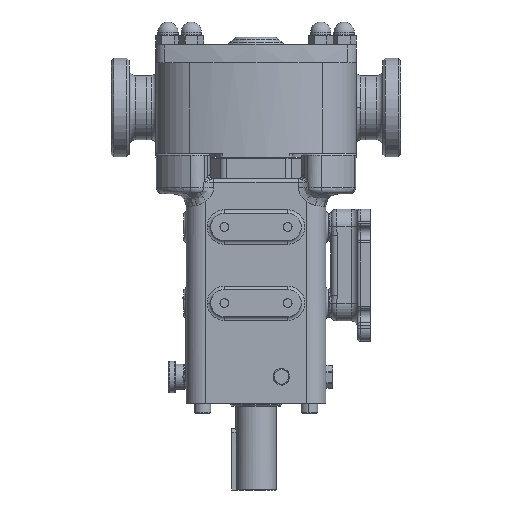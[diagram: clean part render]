
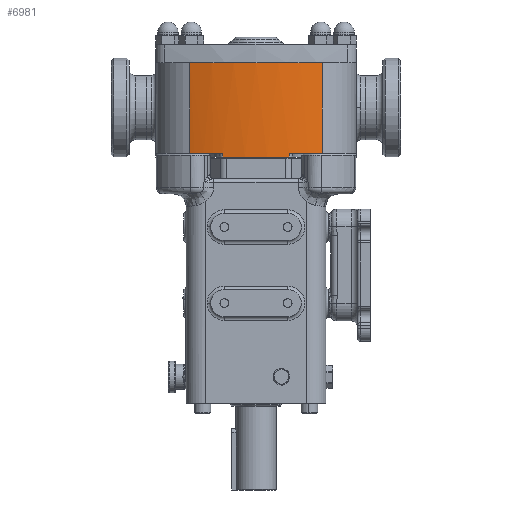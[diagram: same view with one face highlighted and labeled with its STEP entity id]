
A CAD part, left-side view. The second image highlights one B-rep face of the part: STEP entity #6981.
In plain terms, the highlighted cylindrical face has radius 160 mm (diameter 320 mm), a partial arc.
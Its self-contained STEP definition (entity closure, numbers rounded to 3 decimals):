
#422 = LINE ( 'NONE', #16805, #27739 ) ;
#1192 = DIRECTION ( 'NONE',  ( 0., 0., -1. ) ) ;
#1419 = ORIENTED_EDGE ( 'NONE', *, *, #24878, .F. ) ;
#1535 = ORIENTED_EDGE ( 'NONE', *, *, #2852, .T. ) ;
#1573 = AXIS2_PLACEMENT_3D ( 'NONE', #17674, #6223, #25192 ) ;
#1626 = DIRECTION ( 'NONE',  ( 0., 0., 1. ) ) ;
#1779 = EDGE_CURVE ( 'NONE', #20340, #25682, #2248, .T. ) ;
#2248 = CIRCLE ( 'NONE', #6679, 160. ) ;
#2359 = CARTESIAN_POINT ( 'NONE',  ( 50., 0., -36. ) ) ;
#2686 = VERTEX_POINT ( 'NONE', #10086 ) ;
#2852 = EDGE_CURVE ( 'NONE', #30782, #7724, #3746, .T. ) ;
#3607 = CIRCLE ( 'NONE', #5558, 160. ) ;
#3746 = LINE ( 'NONE', #13145, #13543 ) ;
#3819 = VERTEX_POINT ( 'NONE', #12925 ) ;
#4306 = EDGE_CURVE ( 'NONE', #7267, #3819, #23704, .T. ) ;
#4810 = LINE ( 'NONE', #14237, #30561 ) ;
#5446 = EDGE_CURVE ( 'NONE', #28780, #2686, #23747, .T. ) ;
#5477 = CARTESIAN_POINT ( 'NONE',  ( 50., 0., 35.5 ) ) ;
#5558 = AXIS2_PLACEMENT_3D ( 'NONE', #25110, #1192, #22300 ) ;
#5624 = DIRECTION ( 'NONE',  ( 0., 0., 1. ) ) ;
#6223 = DIRECTION ( 'NONE',  ( 0., 0., 1. ) ) ;
#6244 = ORIENTED_EDGE ( 'NONE', *, *, #5446, .T. ) ;
#6297 = CIRCLE ( 'NONE', #24592, 160. ) ;
#6679 = AXIS2_PLACEMENT_3D ( 'NONE', #18915, #6816, #16235 ) ;
#6816 = DIRECTION ( 'NONE',  ( 0., 0., 1. ) ) ;
#6981 = ADVANCED_FACE ( 'NONE', ( #17991 ), #17518, .T. ) ;
#7267 = VERTEX_POINT ( 'NONE', #16011 ) ;
#7724 = VERTEX_POINT ( 'NONE', #29767 ) ;
#8593 = DIRECTION ( 'NONE',  ( 0., 0., -1. ) ) ;
#8993 = CARTESIAN_POINT ( 'NONE',  ( -107.85, -26.143, -39. ) ) ;
#9444 = AXIS2_PLACEMENT_3D ( 'NONE', #30576, #11976, #18534 ) ;
#9483 = ORIENTED_EDGE ( 'NONE', *, *, #19288, .F. ) ;
#9568 = ORIENTED_EDGE ( 'NONE', *, *, #4306, .F. ) ;
#9864 = AXIS2_PLACEMENT_3D ( 'NONE', #2359, #16411, #23470 ) ;
#10086 = CARTESIAN_POINT ( 'NONE',  ( -107.85, 26.143, -36. ) ) ;
#11072 = EDGE_CURVE ( 'NONE', #2686, #22140, #13611, .T. ) ;
#11930 = ORIENTED_EDGE ( 'NONE', *, *, #1779, .F. ) ;
#11976 = DIRECTION ( 'NONE',  ( 0., 0., -1. ) ) ;
#12265 = AXIS2_PLACEMENT_3D ( 'NONE', #17577, #1626, #27279 ) ;
#12431 = CARTESIAN_POINT ( 'NONE',  ( -101.314, 52., 35.5 ) ) ;
#12925 = CARTESIAN_POINT ( 'NONE',  ( -102.502, -48.406, -36. ) ) ;
#13145 = CARTESIAN_POINT ( 'NONE',  ( -107.85, -26.143, -99.929 ) ) ;
#13543 = VECTOR ( 'NONE', #22690, 1000. ) ;
#13611 = LINE ( 'NONE', #28437, #28075 ) ;
#13949 = ORIENTED_EDGE ( 'NONE', *, *, #22148, .T. ) ;
#14237 = CARTESIAN_POINT ( 'NONE',  ( -101.314, -52., -99.929 ) ) ;
#14336 = EDGE_CURVE ( 'NONE', #28471, #20340, #6297, .T. ) ;
#14713 = AXIS2_PLACEMENT_3D ( 'NONE', #29935, #8593, #18039 ) ;
#14725 = CARTESIAN_POINT ( 'NONE',  ( -102.502, 48.406, -36. ) ) ;
#15413 = VERTEX_POINT ( 'NONE', #16335 ) ;
#16011 = CARTESIAN_POINT ( 'NONE',  ( -101.314, -52., -36. ) ) ;
#16235 = DIRECTION ( 'NONE',  ( 0., 1., 0. ) ) ;
#16335 = CARTESIAN_POINT ( 'NONE',  ( -101.314, 52., -36. ) ) ;
#16411 = DIRECTION ( 'NONE',  ( 0., 0., 1. ) ) ;
#16805 = CARTESIAN_POINT ( 'NONE',  ( -101.314, 52., -99.929 ) ) ;
#17518 = CYLINDRICAL_SURFACE ( 'NONE', #1573, 160. ) ;
#17577 = CARTESIAN_POINT ( 'NONE',  ( 50., 0., -36. ) ) ;
#17674 = CARTESIAN_POINT ( 'NONE',  ( 50., 0., -99.929 ) ) ;
#17991 = FACE_OUTER_BOUND ( 'NONE', #19167, .T. ) ;
#18039 = DIRECTION ( 'NONE',  ( 0., 1., 0. ) ) ;
#18267 = CIRCLE ( 'NONE', #9864, 160. ) ;
#18534 = DIRECTION ( 'NONE',  ( 0., -1., 0. ) ) ;
#18687 = CARTESIAN_POINT ( 'NONE',  ( -110., 0., 35.5 ) ) ;
#18915 = CARTESIAN_POINT ( 'NONE',  ( 50., 0., 35.5 ) ) ;
#19078 = DIRECTION ( 'NONE',  ( 0., 0., 1. ) ) ;
#19167 = EDGE_LOOP ( 'NONE', ( #1419, #1535, #9483, #9568, #21233, #11930, #24152, #24861, #13949, #6244, #21960 ) ) ;
#19288 = EDGE_CURVE ( 'NONE', #3819, #7724, #3607, .T. ) ;
#20340 = VERTEX_POINT ( 'NONE', #18687 ) ;
#21233 = ORIENTED_EDGE ( 'NONE', *, *, #29090, .T. ) ;
#21356 = DIRECTION ( 'NONE',  ( 0., 0., 1. ) ) ;
#21960 = ORIENTED_EDGE ( 'NONE', *, *, #11072, .T. ) ;
#22140 = VERTEX_POINT ( 'NONE', #23169 ) ;
#22148 = EDGE_CURVE ( 'NONE', #15413, #28780, #18267, .T. ) ;
#22300 = DIRECTION ( 'NONE',  ( 0., 1., 0. ) ) ;
#22690 = DIRECTION ( 'NONE',  ( 0., 0., 1. ) ) ;
#23149 = EDGE_CURVE ( 'NONE', #15413, #28471, #422, .T. ) ;
#23169 = CARTESIAN_POINT ( 'NONE',  ( -107.85, 26.143, -39. ) ) ;
#23470 = DIRECTION ( 'NONE',  ( 0., -1., 0. ) ) ;
#23704 = CIRCLE ( 'NONE', #14713, 160. ) ;
#23724 = CARTESIAN_POINT ( 'NONE',  ( -101.314, -52., 35.5 ) ) ;
#23747 = CIRCLE ( 'NONE', #12265, 160. ) ;
#23829 = CIRCLE ( 'NONE', #9444, 160. ) ;
#24152 = ORIENTED_EDGE ( 'NONE', *, *, #14336, .F. ) ;
#24432 = DIRECTION ( 'NONE',  ( 0., 1., 0. ) ) ;
#24592 = AXIS2_PLACEMENT_3D ( 'NONE', #5477, #5624, #24432 ) ;
#24861 = ORIENTED_EDGE ( 'NONE', *, *, #23149, .F. ) ;
#24878 = EDGE_CURVE ( 'NONE', #30782, #22140, #23829, .T. ) ;
#25110 = CARTESIAN_POINT ( 'NONE',  ( 50., 0., -36. ) ) ;
#25192 = DIRECTION ( 'NONE',  ( 0., 1., 0. ) ) ;
#25642 = DIRECTION ( 'NONE',  ( 0., 0., -1. ) ) ;
#25682 = VERTEX_POINT ( 'NONE', #23724 ) ;
#27279 = DIRECTION ( 'NONE',  ( 0., -1., 0. ) ) ;
#27739 = VECTOR ( 'NONE', #21356, 1000. ) ;
#28075 = VECTOR ( 'NONE', #25642, 1000. ) ;
#28437 = CARTESIAN_POINT ( 'NONE',  ( -107.85, 26.143, -99.929 ) ) ;
#28471 = VERTEX_POINT ( 'NONE', #12431 ) ;
#28780 = VERTEX_POINT ( 'NONE', #14725 ) ;
#29090 = EDGE_CURVE ( 'NONE', #7267, #25682, #4810, .T. ) ;
#29767 = CARTESIAN_POINT ( 'NONE',  ( -107.85, -26.143, -36. ) ) ;
#29935 = CARTESIAN_POINT ( 'NONE',  ( 50., 0., -36. ) ) ;
#30561 = VECTOR ( 'NONE', #19078, 1000. ) ;
#30576 = CARTESIAN_POINT ( 'NONE',  ( 50., 0., -39. ) ) ;
#30782 = VERTEX_POINT ( 'NONE', #8993 ) ;
